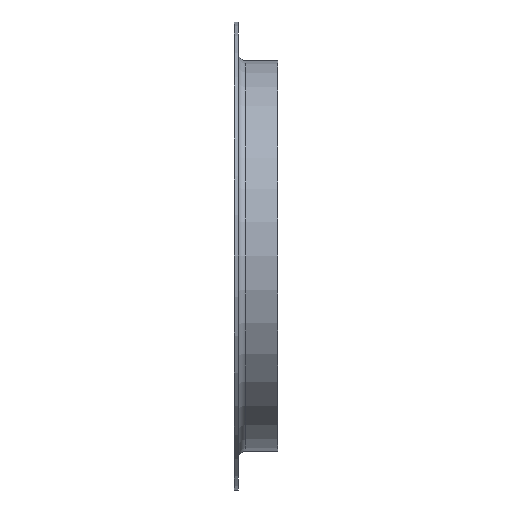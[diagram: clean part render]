
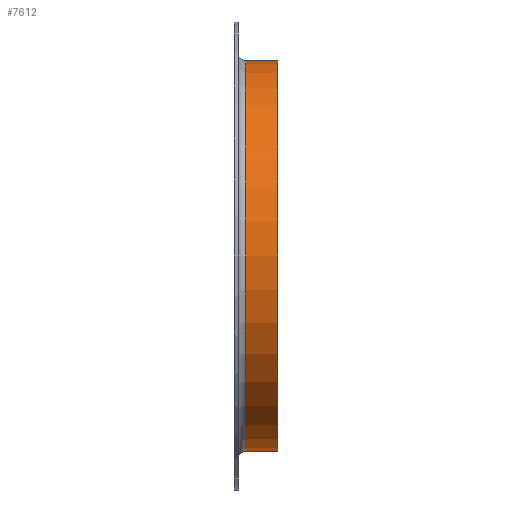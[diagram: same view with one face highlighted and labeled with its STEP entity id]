
A CAD part, front view. The second image highlights one B-rep face of the part: STEP entity #7612.
In plain terms, the highlighted cylindrical face has radius 133.5 mm (diameter 267 mm), a full revolution.
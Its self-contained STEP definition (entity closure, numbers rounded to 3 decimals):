
#303 = VERTEX_POINT ( 'NONE', #1571 ) ;
#1571 = CARTESIAN_POINT ( 'NONE',  ( 8., 0., 133.5 ) ) ;
#2443 = DIRECTION ( 'NONE',  ( -1., 0., 0. ) ) ;
#3047 = EDGE_CURVE ( 'NONE', #303, #303, #4872, .T. ) ;
#3099 = DIRECTION ( 'NONE',  ( 0., 0., 1. ) ) ;
#4872 = CIRCLE ( 'NONE', #11225, 133.5 ) ;
#5164 = CARTESIAN_POINT ( 'NONE',  ( 0., 0., 0. ) ) ;
#6017 = CARTESIAN_POINT ( 'NONE',  ( 30., 0., 133.5 ) ) ;
#6312 = DIRECTION ( 'NONE',  ( -1., 0., 0. ) ) ;
#6321 = EDGE_CURVE ( 'NONE', #8514, #8514, #13960, .T. ) ;
#6471 = FACE_OUTER_BOUND ( 'NONE', #14916, .T. ) ;
#7612 = ADVANCED_FACE ( 'NONE', ( #6471, #13326 ), #9749, .T. ) ;
#7614 = EDGE_LOOP ( 'NONE', ( #7683 ) ) ;
#7683 = ORIENTED_EDGE ( 'NONE', *, *, #6321, .T. ) ;
#8250 = CARTESIAN_POINT ( 'NONE',  ( 30., 0., 0. ) ) ;
#8514 = VERTEX_POINT ( 'NONE', #6017 ) ;
#9749 = CYLINDRICAL_SURFACE ( 'NONE', #9904, 133.5 ) ;
#9904 = AXIS2_PLACEMENT_3D ( 'NONE', #5164, #6312, #3099 ) ;
#10986 = DIRECTION ( 'NONE',  ( 0., 0., 1. ) ) ;
#11066 = DIRECTION ( 'NONE',  ( -1., 0., 0. ) ) ;
#11225 = AXIS2_PLACEMENT_3D ( 'NONE', #12196, #11066, #10986 ) ;
#12196 = CARTESIAN_POINT ( 'NONE',  ( 8., 0., 0. ) ) ;
#12968 = DIRECTION ( 'NONE',  ( 0., 0., 1. ) ) ;
#13326 = FACE_OUTER_BOUND ( 'NONE', #7614, .T. ) ;
#13960 = CIRCLE ( 'NONE', #14194, 133.5 ) ;
#14194 = AXIS2_PLACEMENT_3D ( 'NONE', #8250, #2443, #12968 ) ;
#14916 = EDGE_LOOP ( 'NONE', ( #15077 ) ) ;
#15077 = ORIENTED_EDGE ( 'NONE', *, *, #3047, .F. ) ;
